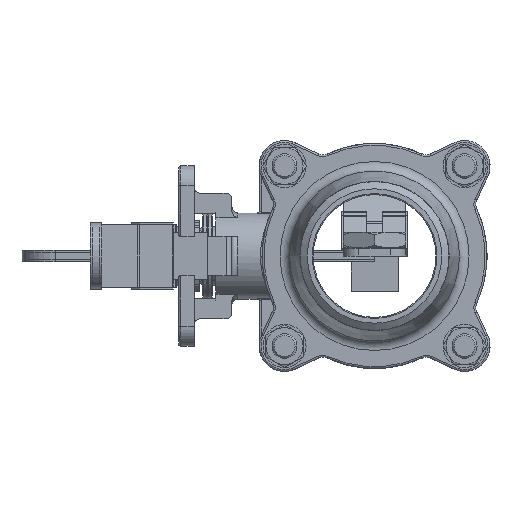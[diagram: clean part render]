
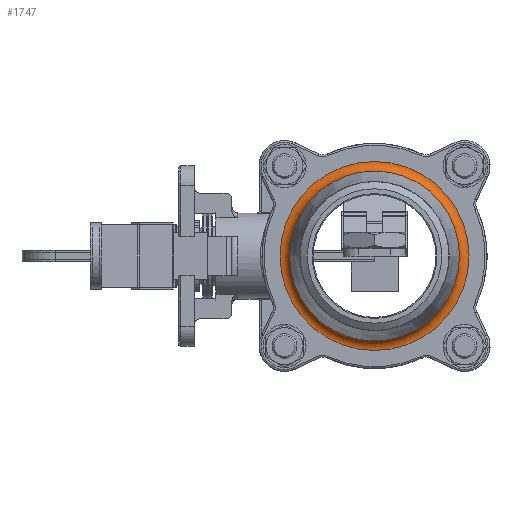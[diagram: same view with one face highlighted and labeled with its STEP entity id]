
A CAD part, left-side view. The second image highlights one B-rep face of the part: STEP entity #1747.
In plain terms, the highlighted toroidal (fillet/blend) face has major radius 48.257 mm and minor radius 5 mm.
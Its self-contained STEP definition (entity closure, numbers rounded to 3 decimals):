
#1747 = ADVANCED_FACE( 'NONE', ( #4018, #4019 ), #4020, .F. );
#4018 = FACE_OUTER_BOUND( '', #18788, .T. );
#4019 = FACE_OUTER_BOUND( '', #18789, .T. );
#4020 = TOROIDAL_SURFACE( '', #18790, 48.257, 5. );
#18788 = EDGE_LOOP( '', ( #40080 ) );
#18789 = EDGE_LOOP( '', ( #40081 ) );
#18790 = AXIS2_PLACEMENT_3D( '', #40082, #40083, #40084 );
#40080 = ORIENTED_EDGE( '', *, *, #43639, .F. );
#40081 = ORIENTED_EDGE( '', *, *, #45564, .F. );
#40082 = CARTESIAN_POINT( '', ( -60.25, 0., 0. ) );
#40083 = DIRECTION( '', ( -1., 0., 0. ) );
#40084 = DIRECTION( '', ( 0., 0., 1. ) );
#43639 = EDGE_CURVE( 'NONE', #46545, #46545, #46546, .T. );
#45564 = EDGE_CURVE( 'NONE', #49622, #49622, #49623, .T. );
#46545 = VERTEX_POINT( '', #50771 );
#46546 = CIRCLE( '', #50772, 48.257 );
#49622 = VERTEX_POINT( '', #60775 );
#49623 = CIRCLE( '', #60776, 43.385 );
#50771 = CARTESIAN_POINT( '', ( -55.25, 0., 48.257 ) );
#50772 = AXIS2_PLACEMENT_3D( '', #66211, #66212, #66213 );
#60775 = CARTESIAN_POINT( '', ( -59.125, 43.385, 0. ) );
#60776 = AXIS2_PLACEMENT_3D( '', #68215, #68216, #68217 );
#66211 = CARTESIAN_POINT( '', ( -55.25, 0., 0. ) );
#66212 = DIRECTION( '', ( 1., 0., 0. ) );
#66213 = DIRECTION( '', ( 0., 0., 1. ) );
#68215 = CARTESIAN_POINT( '', ( -59.125, 0., 0. ) );
#68216 = DIRECTION( '', ( -1., 0., 0. ) );
#68217 = DIRECTION( '', ( 0., 1., 0. ) );
